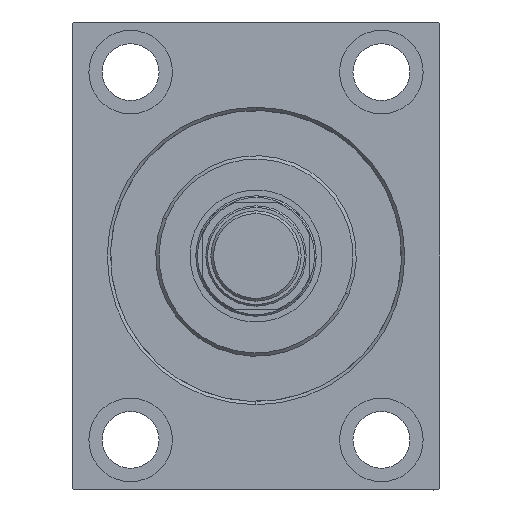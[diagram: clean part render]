
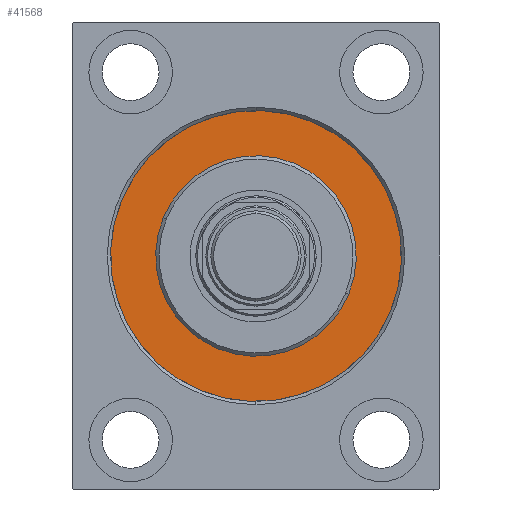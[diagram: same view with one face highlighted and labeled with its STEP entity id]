
A CAD part, left-side view. The second image highlights one B-rep face of the part: STEP entity #41568.
In plain terms, the highlighted face is planar.
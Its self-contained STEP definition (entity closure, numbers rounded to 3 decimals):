
#192 = DIRECTION ( 'NONE',  ( 0., 0., -1. ) ) ;
#260 = EDGE_CURVE ( 'NONE', #33965, #16192, #43322, .T. ) ;
#1152 = PLANE ( 'NONE',  #40953 ) ;
#1716 = VERTEX_POINT ( 'NONE', #15870 ) ;
#3644 = ORIENTED_EDGE ( 'NONE', *, *, #35345, .F. ) ;
#3845 = CARTESIAN_POINT ( 'NONE',  ( 0., 0., 0. ) ) ;
#4133 = CIRCLE ( 'NONE', #42941, 30. ) ;
#4740 = EDGE_CURVE ( 'NONE', #24549, #1716, #10116, .T. ) ;
#7663 = DIRECTION ( 'NONE',  ( -1., 0., 0. ) ) ;
#9935 = CARTESIAN_POINT ( 'NONE',  ( 0., 0., 30. ) ) ;
#10116 = CIRCLE ( 'NONE', #27373, 43.5 ) ;
#10818 = DIRECTION ( 'NONE',  ( 0., 0., 1. ) ) ;
#10986 = EDGE_LOOP ( 'NONE', ( #26157, #3644 ) ) ;
#11513 = FACE_BOUND ( 'NONE', #10986, .T. ) ;
#12665 = CARTESIAN_POINT ( 'NONE',  ( 0., 0., 0. ) ) ;
#12694 = CARTESIAN_POINT ( 'NONE',  ( 0., 0., -43.5 ) ) ;
#14093 = ORIENTED_EDGE ( 'NONE', *, *, #22933, .F. ) ;
#15484 = DIRECTION ( 'NONE',  ( 0., 0., -1. ) ) ;
#15870 = CARTESIAN_POINT ( 'NONE',  ( 0., 0., 43.5 ) ) ;
#16192 = VERTEX_POINT ( 'NONE', #40690 ) ;
#22933 = EDGE_CURVE ( 'NONE', #1716, #24549, #32668, .T. ) ;
#24549 = VERTEX_POINT ( 'NONE', #12694 ) ;
#24583 = CARTESIAN_POINT ( 'NONE',  ( 0., 0., 0. ) ) ;
#26157 = ORIENTED_EDGE ( 'NONE', *, *, #260, .F. ) ;
#27373 = AXIS2_PLACEMENT_3D ( 'NONE', #3845, #7663, #10818 ) ;
#29788 = DIRECTION ( 'NONE',  ( 0., 0., 1. ) ) ;
#30333 = EDGE_LOOP ( 'NONE', ( #41659, #14093 ) ) ;
#31043 = DIRECTION ( 'NONE',  ( 1., 0., 0. ) ) ;
#32610 = DIRECTION ( 'NONE',  ( 1., 0., 0. ) ) ;
#32668 = CIRCLE ( 'NONE', #43507, 43.5 ) ;
#32830 = CARTESIAN_POINT ( 'NONE',  ( 0., 0., 0. ) ) ;
#33965 = VERTEX_POINT ( 'NONE', #9935 ) ;
#34951 = DIRECTION ( 'NONE',  ( 0., 0., 1. ) ) ;
#35345 = EDGE_CURVE ( 'NONE', #16192, #33965, #4133, .T. ) ;
#35447 = AXIS2_PLACEMENT_3D ( 'NONE', #37795, #31043, #192 ) ;
#36980 = DIRECTION ( 'NONE',  ( -1., 0., 0. ) ) ;
#37795 = CARTESIAN_POINT ( 'NONE',  ( 0., 0., 0. ) ) ;
#38981 = FACE_OUTER_BOUND ( 'NONE', #30333, .T. ) ;
#40690 = CARTESIAN_POINT ( 'NONE',  ( 0., 0., -30. ) ) ;
#40953 = AXIS2_PLACEMENT_3D ( 'NONE', #24583, #42348, #34951 ) ;
#41568 = ADVANCED_FACE ( 'NONE', ( #11513, #38981 ), #1152, .F. ) ;
#41659 = ORIENTED_EDGE ( 'NONE', *, *, #4740, .F. ) ;
#42348 = DIRECTION ( 'NONE',  ( -1., 0., 0. ) ) ;
#42941 = AXIS2_PLACEMENT_3D ( 'NONE', #32830, #32610, #15484 ) ;
#43322 = CIRCLE ( 'NONE', #35447, 30. ) ;
#43507 = AXIS2_PLACEMENT_3D ( 'NONE', #12665, #36980, #29788 ) ;
